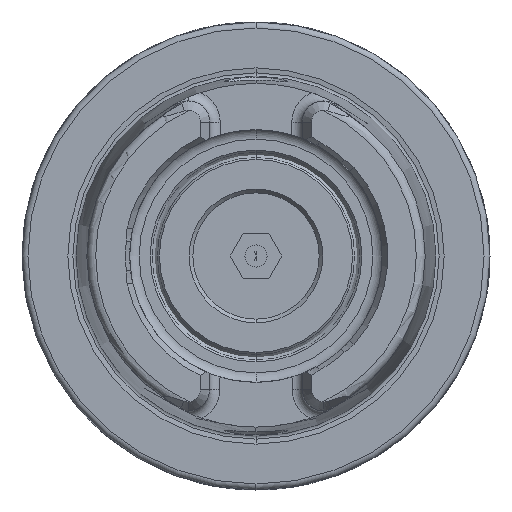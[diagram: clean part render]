
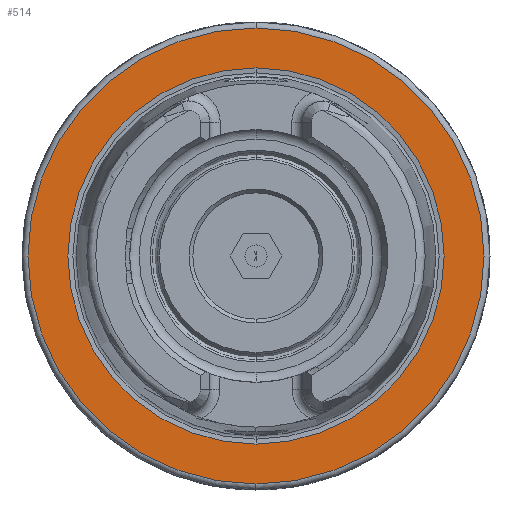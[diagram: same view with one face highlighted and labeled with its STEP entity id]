
A CAD part, left-side view. The second image highlights one B-rep face of the part: STEP entity #514.
In plain terms, the highlighted planar face has unit normal (-1, 0, 0).
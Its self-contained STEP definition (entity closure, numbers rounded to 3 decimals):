
#231 = ORIENTED_EDGE ( 'NONE', *, *, #1725, .F. ) ;
#480 = DIRECTION ( 'NONE',  ( 0., 0., 1. ) ) ;
#514 = ADVANCED_FACE ( 'NONE', ( #14407, #13809 ), #9191, .F. ) ;
#561 = CARTESIAN_POINT ( 'NONE',  ( 0., 0., -25.324 ) ) ;
#928 = AXIS2_PLACEMENT_3D ( 'NONE', #4315, #13626, #5677 ) ;
#1470 = AXIS2_PLACEMENT_3D ( 'NONE', #15536, #9417, #9360 ) ;
#1725 = EDGE_CURVE ( 'NONE', #14155, #14969, #15790, .T. ) ;
#2052 = ORIENTED_EDGE ( 'NONE', *, *, #3079, .T. ) ;
#2582 = DIRECTION ( 'NONE',  ( -1., 0., 0. ) ) ;
#2664 = CIRCLE ( 'NONE', #8152, 25.324 ) ;
#3079 = EDGE_CURVE ( 'NONE', #11215, #8775, #14128, .T. ) ;
#3354 = EDGE_LOOP ( 'NONE', ( #2052, #12723 ) ) ;
#3394 = EDGE_CURVE ( 'NONE', #8775, #11215, #9668, .T. ) ;
#4315 = CARTESIAN_POINT ( 'NONE',  ( 0., 0., 0. ) ) ;
#4874 = AXIS2_PLACEMENT_3D ( 'NONE', #13045, #2582, #14348 ) ;
#5132 = CARTESIAN_POINT ( 'NONE',  ( 0., 0., 0. ) ) ;
#5677 = DIRECTION ( 'NONE',  ( 0., 0., 1. ) ) ;
#5818 = DIRECTION ( 'NONE',  ( -1., 0., 0. ) ) ;
#7146 = AXIS2_PLACEMENT_3D ( 'NONE', #5132, #10490, #11794 ) ;
#7434 = ORIENTED_EDGE ( 'NONE', *, *, #13551, .F. ) ;
#8152 = AXIS2_PLACEMENT_3D ( 'NONE', #8266, #5818, #480 ) ;
#8266 = CARTESIAN_POINT ( 'NONE',  ( 0., 0., 0. ) ) ;
#8339 = CARTESIAN_POINT ( 'NONE',  ( 0., 0., -30.7 ) ) ;
#8775 = VERTEX_POINT ( 'NONE', #8339 ) ;
#9191 = PLANE ( 'NONE',  #1470 ) ;
#9360 = DIRECTION ( 'NONE',  ( 0., 0., -1. ) ) ;
#9417 = DIRECTION ( 'NONE',  ( 1., 0., 0. ) ) ;
#9668 = CIRCLE ( 'NONE', #4874, 30.7 ) ;
#10490 = DIRECTION ( 'NONE',  ( -1., 0., 0. ) ) ;
#11215 = VERTEX_POINT ( 'NONE', #13211 ) ;
#11794 = DIRECTION ( 'NONE',  ( 0., 0., 1. ) ) ;
#12723 = ORIENTED_EDGE ( 'NONE', *, *, #3394, .T. ) ;
#13045 = CARTESIAN_POINT ( 'NONE',  ( 0., 0., 0. ) ) ;
#13211 = CARTESIAN_POINT ( 'NONE',  ( 0., 0., 30.7 ) ) ;
#13551 = EDGE_CURVE ( 'NONE', #14969, #14155, #2664, .T. ) ;
#13626 = DIRECTION ( 'NONE',  ( -1., 0., 0. ) ) ;
#13809 = FACE_OUTER_BOUND ( 'NONE', #3354, .T. ) ;
#14128 = CIRCLE ( 'NONE', #928, 30.7 ) ;
#14155 = VERTEX_POINT ( 'NONE', #561 ) ;
#14348 = DIRECTION ( 'NONE',  ( 0., 0., 1. ) ) ;
#14407 = FACE_BOUND ( 'NONE', #16062, .T. ) ;
#14969 = VERTEX_POINT ( 'NONE', #15354 ) ;
#15354 = CARTESIAN_POINT ( 'NONE',  ( 0., 0., 25.324 ) ) ;
#15536 = CARTESIAN_POINT ( 'NONE',  ( 0., 30.7, 0. ) ) ;
#15790 = CIRCLE ( 'NONE', #7146, 25.324 ) ;
#16062 = EDGE_LOOP ( 'NONE', ( #7434, #231 ) ) ;
